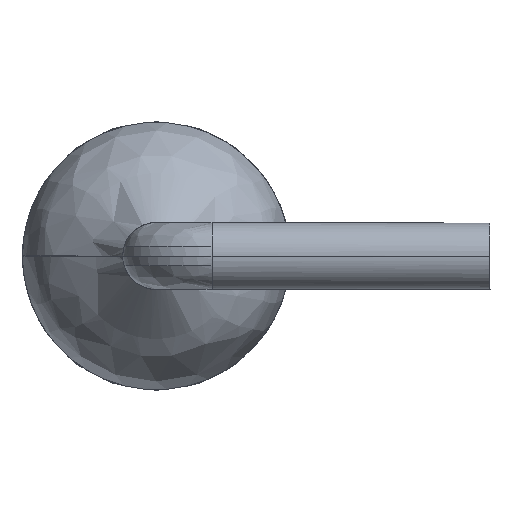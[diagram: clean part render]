
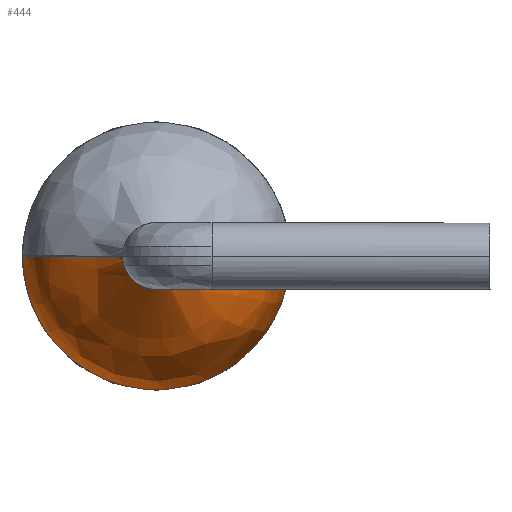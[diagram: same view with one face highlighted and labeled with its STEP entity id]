
A CAD part, left-side view. The second image highlights one B-rep face of the part: STEP entity #444.
In plain terms, the highlighted free-form (B-spline) face has degree [3, 3] with [4, 5] control points.
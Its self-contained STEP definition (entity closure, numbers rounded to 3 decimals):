
#444=ADVANCED_FACE('',(#484),#1234,.T.);
#484=FACE_OUTER_BOUND('',#524,.T.);
#524=EDGE_LOOP('',(#672,#673,#674,#675,#676));
#672=ORIENTED_EDGE('',*,*,#843,.F.);
#673=ORIENTED_EDGE('',*,*,#844,.F.);
#674=ORIENTED_EDGE('',*,*,#845,.F.);
#675=ORIENTED_EDGE('',*,*,#846,.F.);
#676=ORIENTED_EDGE('',*,*,#842,.F.);
#842=EDGE_CURVE('',#1176,#1177,#1010,.T.);
#843=EDGE_CURVE('',#1178,#1176,#1011,.T.);
#844=EDGE_CURVE('',#1179,#1178,#1012,.T.);
#845=EDGE_CURVE('',#1180,#1179,#1013,.T.);
#846=EDGE_CURVE('',#1177,#1180,#1014,.T.);
#1010=(
BOUNDED_CURVE()
B_SPLINE_CURVE(3,(#2825,#2826,#2827,#2828),.UNSPECIFIED.,.F.,.F.)
B_SPLINE_CURVE_WITH_KNOTS((4,4),(0.,3.77),.UNSPECIFIED.)
CURVE()
GEOMETRIC_REPRESENTATION_ITEM()
RATIONAL_B_SPLINE_CURVE((1.,0.333,0.333,1.))
REPRESENTATION_ITEM('')
);
#1011=(
BOUNDED_CURVE()
B_SPLINE_CURVE(3,(#2829,#2830,#2831,#2832,#2833,#2834,#2835),
 .UNSPECIFIED.,.F.,.F.)
B_SPLINE_CURVE_WITH_KNOTS((4,3,4),(-1.,-0.877,-0.78),
 .UNSPECIFIED.)
CURVE()
GEOMETRIC_REPRESENTATION_ITEM()
RATIONAL_B_SPLINE_CURVE((1.,1.,1.,1.,1.,1.,1.))
REPRESENTATION_ITEM('')
);
#1012=(
BOUNDED_CURVE()
B_SPLINE_CURVE(3,(#2836,#2837,#2838,#2839),.UNSPECIFIED.,.F.,.F.)
B_SPLINE_CURVE_WITH_KNOTS((4,4),(0.,0.471),.UNSPECIFIED.)
CURVE()
GEOMETRIC_REPRESENTATION_ITEM()
RATIONAL_B_SPLINE_CURVE((1.,0.794,0.84,1.))
REPRESENTATION_ITEM('')
);
#1013=(
BOUNDED_CURVE()
B_SPLINE_CURVE(3,(#2840,#2841,#2842,#2843),.UNSPECIFIED.,.F.,.F.)
B_SPLINE_CURVE_WITH_KNOTS((4,4),(0.,0.471),.UNSPECIFIED.)
CURVE()
GEOMETRIC_REPRESENTATION_ITEM()
RATIONAL_B_SPLINE_CURVE((1.,0.84,0.794,1.))
REPRESENTATION_ITEM('')
);
#1014=(
BOUNDED_CURVE()
B_SPLINE_CURVE(3,(#2844,#2845,#2846,#2847,#2848,#2849,#2850),
 .UNSPECIFIED.,.F.,.F.)
B_SPLINE_CURVE_WITH_KNOTS((4,3,4),(0.78,0.877,
1.),.UNSPECIFIED.)
CURVE()
GEOMETRIC_REPRESENTATION_ITEM()
RATIONAL_B_SPLINE_CURVE((1.,1.,1.,1.,1.,1.,1.))
REPRESENTATION_ITEM('')
);
#1176=VERTEX_POINT('',#2820);
#1177=VERTEX_POINT('',#2821);
#1178=VERTEX_POINT('',#2822);
#1179=VERTEX_POINT('',#2823);
#1180=VERTEX_POINT('',#2824);
#1234=(
BOUNDED_SURFACE()
B_SPLINE_SURFACE(3,3,((#2800,#2801,#2802,#2803,#2804),(#2805,#2806,#2807,
#2808,#2809),(#2810,#2811,#2812,#2813,#2814),(#2815,#2816,#2817,#2818,#2819)),
 .UNSPECIFIED.,.F.,.F.,.F.)
B_SPLINE_SURFACE_WITH_KNOTS((4,4),(4,1,4),(0.,1.),(0.78,0.877,
1.),.UNSPECIFIED.)
GEOMETRIC_REPRESENTATION_ITEM()
RATIONAL_B_SPLINE_SURFACE(((1.,1.,1.,1.,1.),(0.333,0.333,
0.333,0.333,0.333),(0.333,
0.333,0.333,0.333,0.333),
(1.,1.,1.,1.,1.)))
REPRESENTATION_ITEM('')
SURFACE()
);
#2800=CARTESIAN_POINT('',(-2.,1.2,0.));
#2801=CARTESIAN_POINT('',(-2.236,1.182,0.));
#2802=CARTESIAN_POINT('',(-2.789,1.005,0.));
#2803=CARTESIAN_POINT('',(-2.971,0.43,0.));
#2804=CARTESIAN_POINT('',(-3.25,0.3,0.));
#2805=CARTESIAN_POINT('',(-2.,1.2,-2.4));
#2806=CARTESIAN_POINT('',(-2.236,1.182,-2.363));
#2807=CARTESIAN_POINT('',(-2.789,1.005,-2.01));
#2808=CARTESIAN_POINT('',(-2.971,0.43,-0.86));
#2809=CARTESIAN_POINT('',(-3.25,0.3,-0.6));
#2810=CARTESIAN_POINT('',(-2.,-1.2,-2.4));
#2811=CARTESIAN_POINT('',(-2.236,-1.182,-2.363));
#2812=CARTESIAN_POINT('',(-2.789,-1.005,-2.01));
#2813=CARTESIAN_POINT('',(-2.971,-0.43,-0.86));
#2814=CARTESIAN_POINT('',(-3.25,-0.3,-0.6));
#2815=CARTESIAN_POINT('',(-2.,-1.2,0.));
#2816=CARTESIAN_POINT('',(-2.236,-1.182,0.));
#2817=CARTESIAN_POINT('',(-2.789,-1.005,0.));
#2818=CARTESIAN_POINT('',(-2.971,-0.43,0.));
#2819=CARTESIAN_POINT('',(-3.25,-0.3,0.));
#2820=CARTESIAN_POINT('',(-2.,-1.2,0.));
#2821=CARTESIAN_POINT('',(-2.,1.2,0.));
#2822=CARTESIAN_POINT('',(-3.25,-0.3,0.));
#2823=CARTESIAN_POINT('',(-3.25,0.,-0.3));
#2824=CARTESIAN_POINT('',(-3.25,0.3,0.));
#2825=CARTESIAN_POINT('',(-2.,-1.2,0.));
#2826=CARTESIAN_POINT('',(-2.,-1.2,-2.4));
#2827=CARTESIAN_POINT('',(-2.,1.2,-2.4));
#2828=CARTESIAN_POINT('',(-2.,1.2,0.));
#2829=CARTESIAN_POINT('',(-3.25,-0.3,0.));
#2830=CARTESIAN_POINT('',(-2.971,-0.43,0.));
#2831=CARTESIAN_POINT('',(-2.869,-0.753,0.));
#2832=CARTESIAN_POINT('',(-2.65,-0.95,0.));
#2833=CARTESIAN_POINT('',(-2.479,-1.104,0.));
#2834=CARTESIAN_POINT('',(-2.236,-1.182,0.));
#2835=CARTESIAN_POINT('',(-2.,-1.2,0.));
#2836=CARTESIAN_POINT('',(-3.25,0.,-0.3));
#2837=CARTESIAN_POINT('',(-3.25,-0.2,-0.3));
#2838=CARTESIAN_POINT('',(-3.25,-0.3,-0.15));
#2839=CARTESIAN_POINT('',(-3.25,-0.3,0.));
#2840=CARTESIAN_POINT('',(-3.25,0.3,0.));
#2841=CARTESIAN_POINT('',(-3.25,0.3,-0.15));
#2842=CARTESIAN_POINT('',(-3.25,0.2,-0.3));
#2843=CARTESIAN_POINT('',(-3.25,0.,-0.3));
#2844=CARTESIAN_POINT('',(-2.,1.2,0.));
#2845=CARTESIAN_POINT('',(-2.236,1.182,0.));
#2846=CARTESIAN_POINT('',(-2.479,1.104,0.));
#2847=CARTESIAN_POINT('',(-2.65,0.95,0.));
#2848=CARTESIAN_POINT('',(-2.869,0.753,0.));
#2849=CARTESIAN_POINT('',(-2.971,0.43,0.));
#2850=CARTESIAN_POINT('',(-3.25,0.3,0.));
